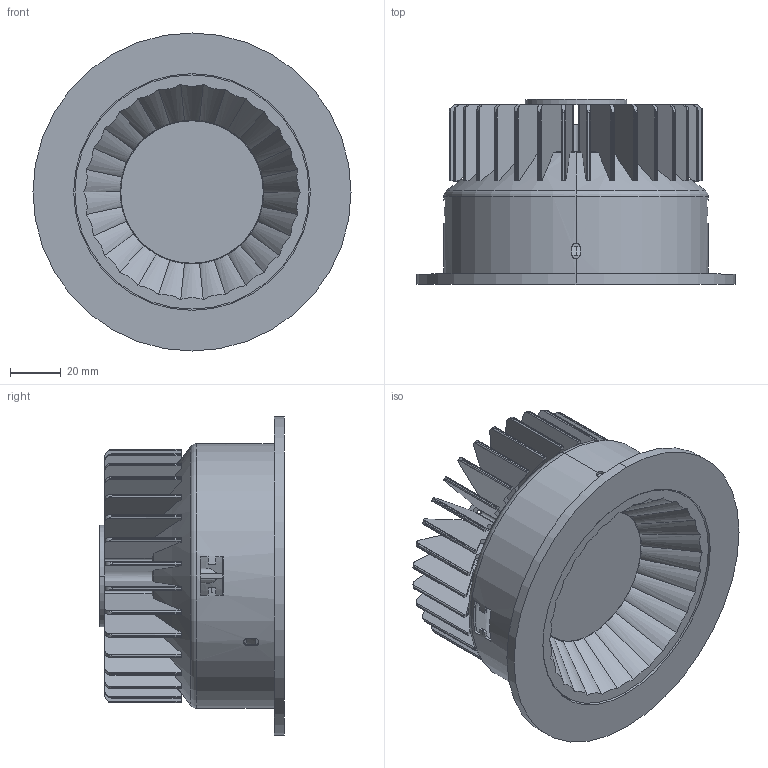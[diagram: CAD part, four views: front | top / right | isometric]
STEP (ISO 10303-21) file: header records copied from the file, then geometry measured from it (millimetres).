
FILE_DESCRIPTION (( 'STEP AP214' ), '1' );
FILE_NAME ('LDC407.STEP', '2021-12-01T03:01:25', ( 'GH' ), ( 'Microsoft' ), 'SwSTEP 2.0', 'SolidWorks 2013', '' );
FILE_SCHEMA (( 'AUTOMOTIVE_DESIGN' ));
Length unit declared in the file: millimetre
Products named in the file (7): 苤裔啣B; 散热器B; 腑芠B; 醱啣B; GT2-92+CREE1507+T2-1507M盓殤; GT2-92; LDC407
Assembly tree (6 placements, depth 3):
  LDC407
    GT2-92+CREE1507+T2-1507M盓殤
      GT2-92
    醱啣B
    腑芠B
    散热器B
    苤裔啣B
Bounding box: 125 x 72.6 x 125 mm (x, y, z)
Volume: 131289 mm3; surface area: 141539.5 mm2
Topology: 8 solids, 8 shells, 781 faces, 2214 edges, 1462 vertices
Faces by surface type: cylinder 400, plane 235, cone 66, torus 50, bspline 30
Entity records: 30329 total; most frequent: CARTESIAN_POINT 8291, ORIENTED_EDGE 4428, DIRECTION 4294, EDGE_CURVE 2214, AXIS2_PLACEMENT_3D 1665, VERTEX_POINT 1462, VECTOR 964, LINE 964
